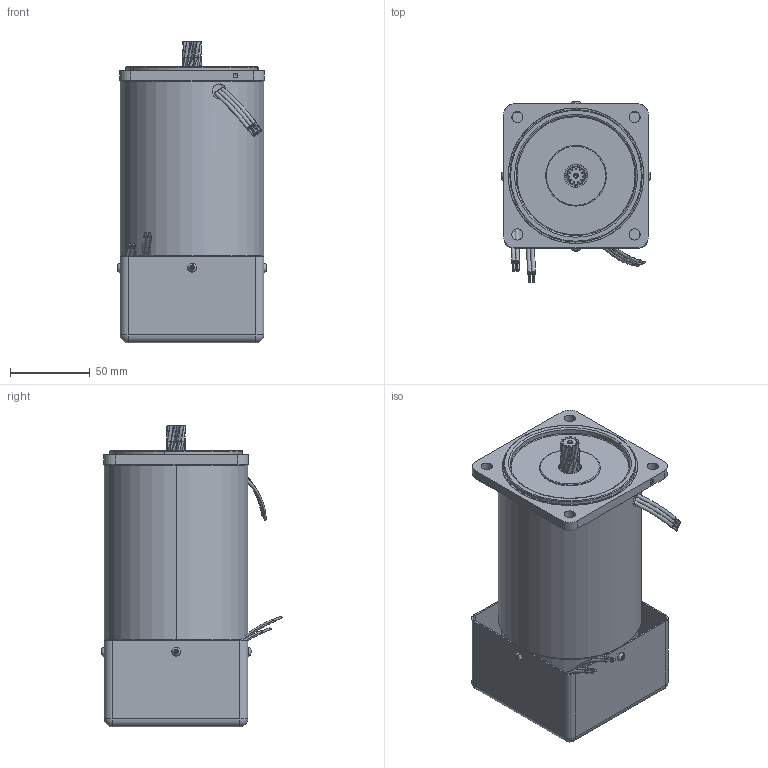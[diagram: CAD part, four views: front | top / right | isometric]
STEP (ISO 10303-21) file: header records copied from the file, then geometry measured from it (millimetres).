
FILE_DESCRIPTION (( 'STEP AP203' ), '1' );
FILE_NAME ('(夹非珇)5IK90RGX-〖F(5C2A5〖2A00Z0).STEP', '2019-10-24T03:52:47', ( '' ), ( '' ), 'SwSTEP 2.0', 'SolidWorks 2010', '' );
FILE_SCHEMA (( 'CONFIG_CONTROL_DESIGN' ));
Length unit declared in the file: millimetre
Products named in the file (8): 出口線-3條; 90GX_1成品; 上蓋 C583-32; (夹非珇)5IK90RGX-〖F(5C2A5〖2A00Z0); M590-R-F; 出口線-2條; 獨立風扇220V 3K22200000; 丸頭十字螺絲M3x6_B18.6.7M - M3 x 0.5 x 8 Type I Cross Recessed PHMS --8C
Assembly tree (11 placements, depth 2):
  (夹非珇)5IK90RGX-〖F(5C2A5〖2A00Z0)
    獨立風扇220V 3K22200000
    出口線-2條  x2
    M590-R-F
    丸頭十字螺絲M3x6_B18.6.7M - M3 x 0.5 x 8 Type I Cross Recessed PHMS --8C  x4
    上蓋 C583-32
    出口線-3條
    90GX_1成品
Bounding box: 93.92 x 113.87 x 189 mm (x, y, z)
Volume: 1048247 mm3; surface area: 136707.4 mm2
Topology: 15 solids, 16 shells, 509 faces, 1205 edges, 762 vertices
Faces by surface type: cylinder 171, plane 169, bspline 94, torus 35, cone 24, sphere 16
Entity records: 17257 total; most frequent: CARTESIAN_POINT 7345, ORIENTED_EDGE 1894, DIRECTION 1786, EDGE_CURVE 947, AXIS2_PLACEMENT_3D 738, VERTEX_POINT 602, EDGE_LOOP 469, FACE_OUTER_BOUND 408
